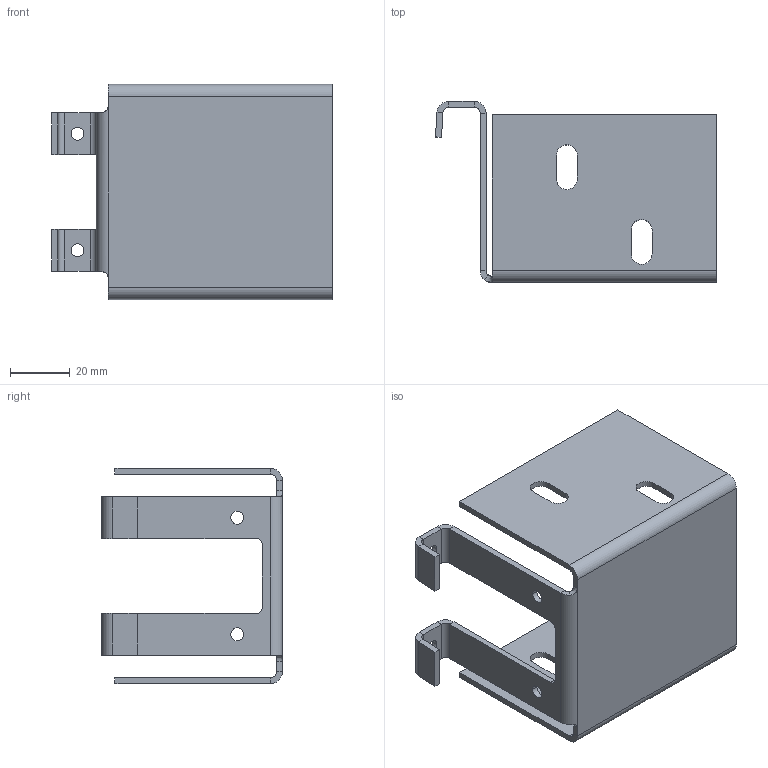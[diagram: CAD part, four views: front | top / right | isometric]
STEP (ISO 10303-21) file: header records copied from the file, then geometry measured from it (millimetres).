
FILE_DESCRIPTION (( 'STEP AP214' ), '1' );
FILE_NAME ('6050354.stp', '2016-08-08T10:53:20', ( '' ), ( '' ), 'SwSTEP 2.0', 'SolidWorks 2014', '' );
FILE_SCHEMA (( 'AUTOMOTIVE_DESIGN' ));
Length unit declared in the file: millimetre
Products named in the file (1): 6050354
Bounding box: 93.92 x 60.5 x 72 mm (x, y, z)
Volume: 30775 mm3; surface area: 32824.5 mm2
Topology: 1 solids, 1 shells, 96 faces, 226 edges, 132 vertices
Faces by surface type: plane 62, cylinder 32, bspline 2
Entity records: 2812 total; most frequent: CARTESIAN_POINT 537, DIRECTION 472, ORIENTED_EDGE 452, EDGE_CURVE 226, AXIS2_PLACEMENT_3D 159, VECTOR 154, LINE 154, VERTEX_POINT 132
